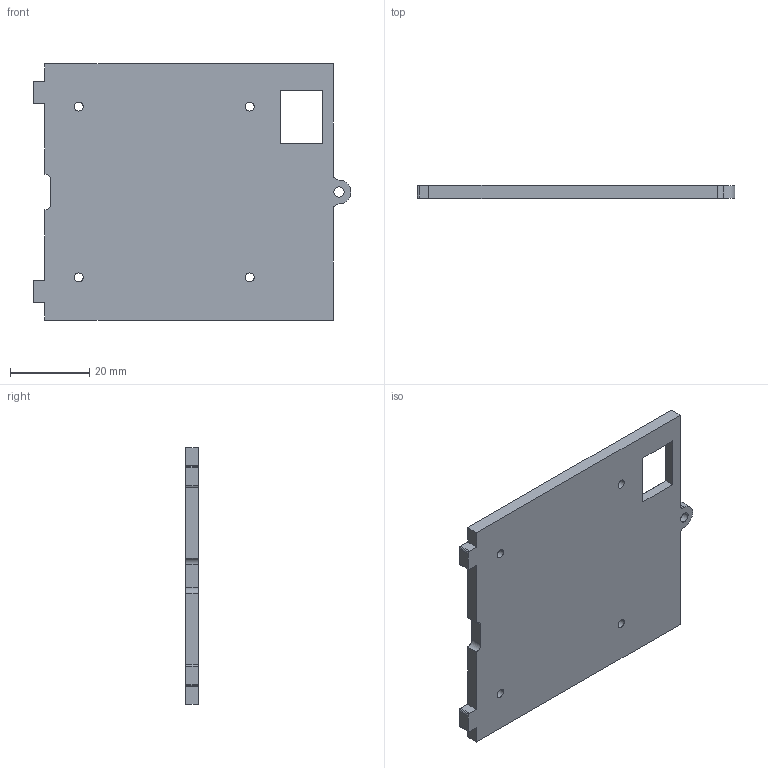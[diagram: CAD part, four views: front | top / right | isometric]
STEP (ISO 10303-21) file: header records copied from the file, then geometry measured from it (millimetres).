
FILE_DESCRIPTION(/* description */ ('Alibre Inc.'),/* implementation_level */ '2;1');
FILE_NAME(/* name */ 'export-4B9FCA4C-56E7-4C2A-BD2D-6A4A4B93A9B2',/* time_stamp */ '2025-01-17T15:16:55-07:00',/* author */ (''),/* organization */ (''),/* preprocessor_version */ 'ST-DEVELOPER v17',/* originating_system */ 'Alibre',/* authorisation */ '');
FILE_SCHEMA (('CONFIG_CONTROL_DESIGN'));
Length unit declared in the file: millimetre
Products named in the file (1): TT-CoverPlate
Bounding box: 80 x 3.17 x 64.5 mm (x, y, z)
Volume: 14451.5 mm3; surface area: 10288.2 mm2
Topology: 1 solids, 1 shells, 48 faces, 134 edges, 88 vertices
Faces by surface type: plane 25, cylinder 23
Entity records: 1546 total; most frequent: ORIENTED_EDGE 268, CARTESIAN_POINT 252, DIRECTION 215, EDGE_CURVE 134, VERTEX_POINT 88, VECTOR 88, LINE 88, AXIS2_PLACEMENT_3D 76
